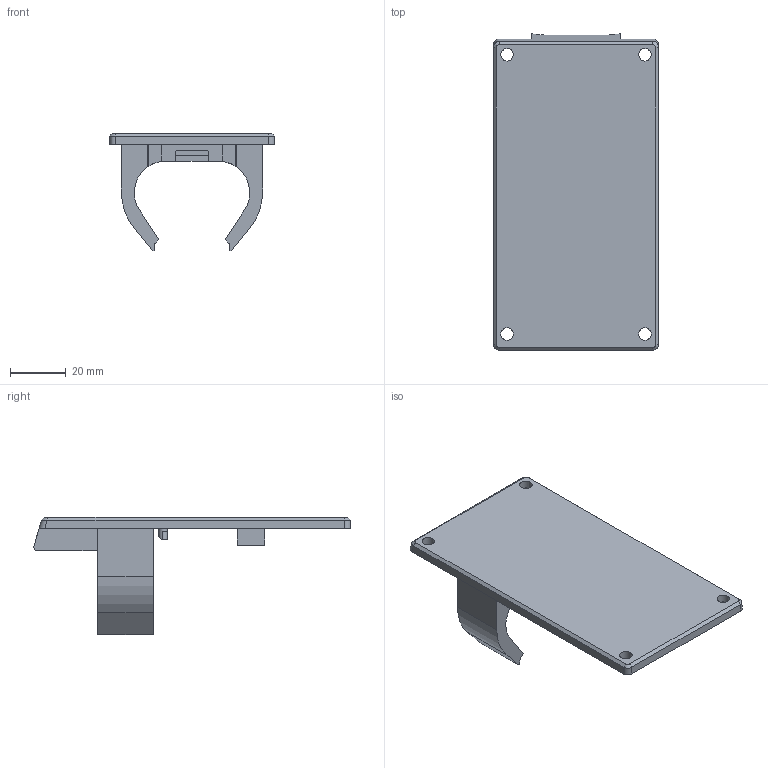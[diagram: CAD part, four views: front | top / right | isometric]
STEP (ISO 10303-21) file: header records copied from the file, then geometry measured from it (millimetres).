
FILE_DESCRIPTION(/* description */ (''),/* implementation_level */ '2;1');
FILE_NAME(/* name */ 'P-TET-000174 M12 Lid w-Fuse v4.step',/* time_stamp */ '2025-04-22T11:17:20-07:00',/* author */ (''),/* organization */ (''),/* preprocessor_version */ 'ST-DEVELOPER v20.1',/* originating_system */ 'Autodesk Translation Framework v14.4.0.0',/* authorisation */ '');
FILE_SCHEMA (('AUTOMOTIVE_DESIGN { 1 0 10303 214 3 1 1 }'));
Length unit declared in the file: millimetre
Products named in the file (1): M12 Lid
Bounding box: 59.4 x 114.07 x 42.25 mm (x, y, z)
Volume: 40552.2 mm3; surface area: 20874.9 mm2
Topology: 1 solids, 1 shells, 131 faces, 349 edges, 222 vertices
Faces by surface type: plane 89, cylinder 28, bspline 8, cone 6
Full cylindrical faces by diameter (mm): 4.5 x4
Entity records: 4244 total; most frequent: CARTESIAN_POINT 963, ORIENTED_EDGE 698, DIRECTION 639, EDGE_CURVE 349, LINE 259, VECTOR 259, VERTEX_POINT 222, AXIS2_PLACEMENT_3D 190
